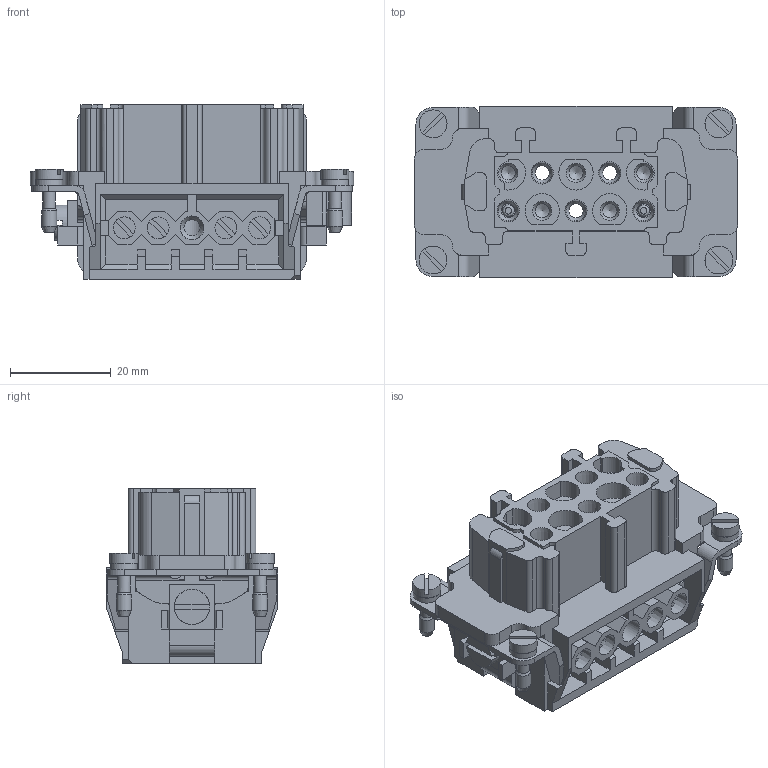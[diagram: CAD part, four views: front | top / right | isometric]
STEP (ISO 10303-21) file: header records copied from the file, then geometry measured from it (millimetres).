
FILE_DESCRIPTION(/* description */ (''),/* implementation_level */ '2;1');
FILE_NAME(/* name */ '100222310ugm000_b.stp',/* time_stamp */ '2019-08-23T11:33:01+02:00',/* author */ (''),/* organization */ (''),/* preprocessor_version */ 'ST-DEVELOPER v16.7',/* originating_system */ 'SIEMENS PLM Software NX 12.0',/* authorisation */ '');
FILE_SCHEMA (('AUTOMOTIVE_DESIGN { 1 0 10303 214 3 1 1 1 }'));
Length unit declared in the file: millimetre
Products named in the file (1): 100222310ugm000_b
Bounding box: 64 x 34 x 34.6 mm (x, y, z)
Volume: 29932.8 mm3; surface area: 19070.5 mm2
Topology: 1 solids, 1 shells, 1187 faces, 3272 edges, 2247 vertices
Faces by surface type: plane 811, cylinder 206, bspline 102, cone 48, torus 10, extrusion 10
Full cylindrical faces by diameter (mm): 0.911 x1, 1.077 x1, 2.3 x2, 2.438 x2, 2.5 x6, 2.8 x10, 3 x4, 3.05 x5, 3.2 x7, 4.7 x1, 5.329 x4, 5.5 x4, 7 x1
Entity records: 45715 total; most frequent: CARTESIAN_POINT 11910, ORIENTED_EDGE 6004, DIRECTION 5523, EDGE_CURVE 3002, VECTOR 2239, LINE 2229, VERTEX_POINT 2007, AXIS2_PLACEMENT_3D 1642
